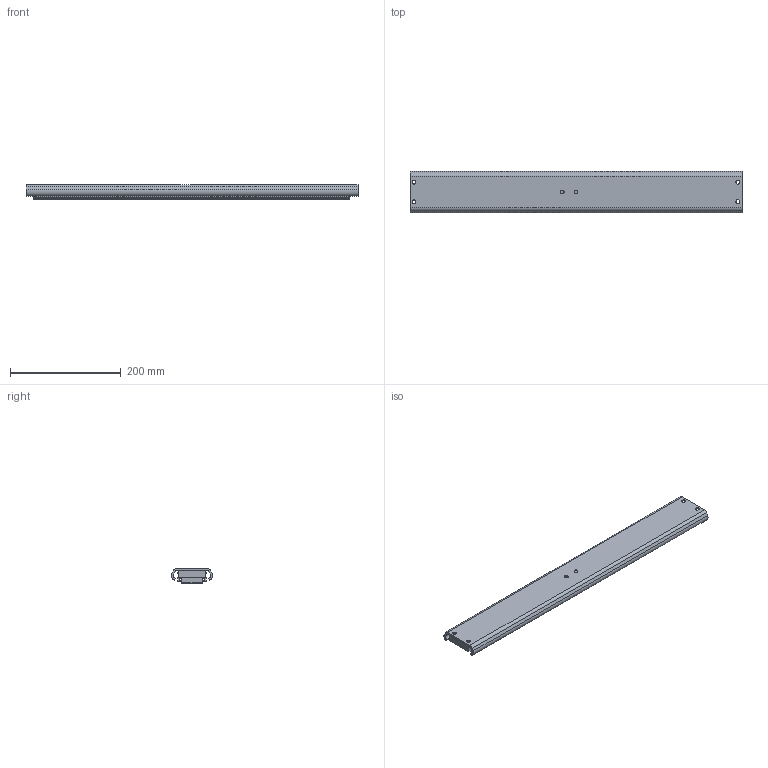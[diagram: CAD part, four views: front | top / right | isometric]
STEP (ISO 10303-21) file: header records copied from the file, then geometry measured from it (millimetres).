
FILE_DESCRIPTION(/* description */ ('TR7526 600 / 610 (26)'),/* implementation_level */ '2;1');
FILE_NAME(/* name */ 'E000041142.stp',/* time_stamp */ '2016-07-22T13:12:22+02:00',/* author */ ('stagenbd'),/* organization */ (''),/* preprocessor_version */ 'ST-DEVELOPER v15.6',/* originating_system */ 'Autodesk Inventor 2015',/* authorisation */ '');
FILE_SCHEMA (('AUTOMOTIVE_DESIGN { 1 0 10303 214 3 1 1 }'));
Length unit declared in the file: millimetre
Products named in the file (1): E000041142
Bounding box: 600 x 74.93 x 26.5 mm (x, y, z)
Volume: 671703.9 mm3; surface area: 279728 mm2
Topology: 5 solids, 5 shells, 138 faces, 362 edges, 226 vertices
Faces by surface type: cylinder 76, plane 48, sphere 8, cone 6
Full cylindrical faces by diameter (mm): 6.4 x2, 6.6 x2, 6.8 x6, 7 x4
Entity records: 4206 total; most frequent: DIRECTION 770, CARTESIAN_POINT 699, ORIENTED_EDGE 668, EDGE_CURVE 334, AXIS2_PLACEMENT_3D 297, VERTEX_POINT 226, EDGE_LOOP 186, LINE 176
